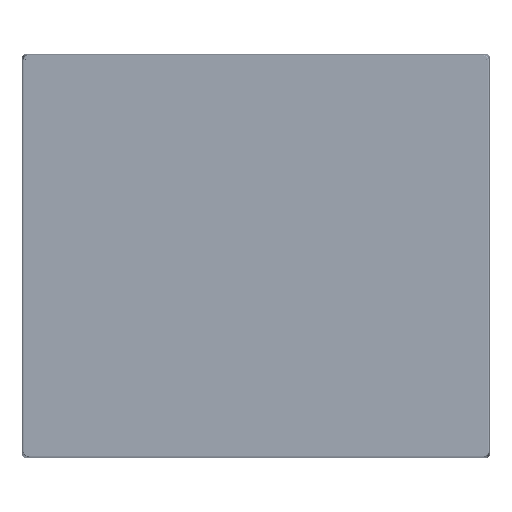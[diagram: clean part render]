
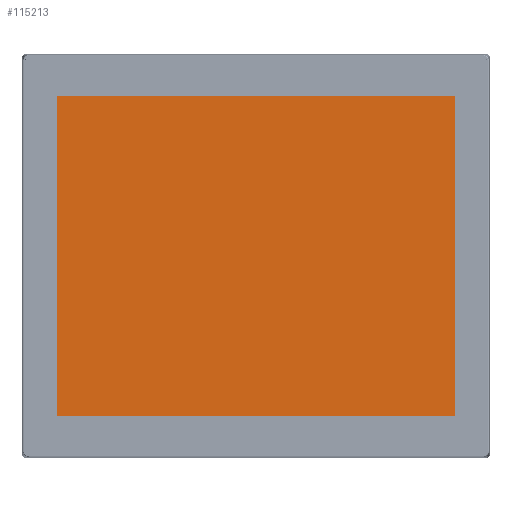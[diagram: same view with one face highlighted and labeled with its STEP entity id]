
A CAD part, top view. The second image highlights one B-rep face of the part: STEP entity #115213.
In plain terms, the highlighted planar face has unit normal (0, 0, 1).
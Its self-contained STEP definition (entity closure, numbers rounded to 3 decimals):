
#4101=LINE('',#165394,#14877);
#4102=LINE('',#165398,#14878);
#4103=LINE('',#165402,#14879);
#4104=LINE('',#165405,#14880);
#14877=VECTOR('',#132873,10.);
#14878=VECTOR('',#132876,10.);
#14879=VECTOR('',#132879,10.);
#14880=VECTOR('',#132882,10.);
#25682=PLANE('',#121982);
#32208=FACE_OUTER_BOUND('',#38945,.T.);
#38945=EDGE_LOOP('',(#79992,#79993,#79994,#79995,#79996,#79997,#79998,#79999));
#47477=CIRCLE('',#121983,0.5);
#47478=CIRCLE('',#121984,0.5);
#47479=CIRCLE('',#121985,0.5);
#47480=CIRCLE('',#121986,0.5);
#51334=VERTEX_POINT('',#165390);
#51335=VERTEX_POINT('',#165391);
#51336=VERTEX_POINT('',#165393);
#51337=VERTEX_POINT('',#165395);
#51338=VERTEX_POINT('',#165397);
#51339=VERTEX_POINT('',#165399);
#51340=VERTEX_POINT('',#165401);
#51341=VERTEX_POINT('',#165403);
#62682=EDGE_CURVE('',#51334,#51335,#47477,.T.);
#62683=EDGE_CURVE('',#51335,#51336,#4101,.T.);
#62684=EDGE_CURVE('',#51336,#51337,#47478,.T.);
#62685=EDGE_CURVE('',#51337,#51338,#4102,.T.);
#62686=EDGE_CURVE('',#51338,#51339,#47479,.T.);
#62687=EDGE_CURVE('',#51339,#51340,#4103,.T.);
#62688=EDGE_CURVE('',#51340,#51341,#47480,.T.);
#62689=EDGE_CURVE('',#51341,#51334,#4104,.T.);
#79992=ORIENTED_EDGE('',*,*,#62682,.T.);
#79993=ORIENTED_EDGE('',*,*,#62683,.T.);
#79994=ORIENTED_EDGE('',*,*,#62684,.T.);
#79995=ORIENTED_EDGE('',*,*,#62685,.T.);
#79996=ORIENTED_EDGE('',*,*,#62686,.T.);
#79997=ORIENTED_EDGE('',*,*,#62687,.T.);
#79998=ORIENTED_EDGE('',*,*,#62688,.T.);
#79999=ORIENTED_EDGE('',*,*,#62689,.T.);
#115213=ADVANCED_FACE('',(#32208),#25682,.T.);
#121982=AXIS2_PLACEMENT_3D('',#165389,#132869,#132870);
#121983=AXIS2_PLACEMENT_3D('',#165392,#132871,#132872);
#121984=AXIS2_PLACEMENT_3D('',#165396,#132874,#132875);
#121985=AXIS2_PLACEMENT_3D('',#165400,#132877,#132878);
#121986=AXIS2_PLACEMENT_3D('',#165404,#132880,#132881);
#132869=DIRECTION('center_axis',(0.,0.,1.));
#132870=DIRECTION('ref_axis',(1.,0.,0.));
#132871=DIRECTION('center_axis',(0.,0.,1.));
#132872=DIRECTION('ref_axis',(0.,-1.,0.));
#132873=DIRECTION('',(0.,-1.,0.));
#132874=DIRECTION('center_axis',(0.,0.,1.));
#132875=DIRECTION('ref_axis',(1.,0.,0.));
#132876=DIRECTION('',(1.,0.,0.));
#132877=DIRECTION('center_axis',(0.,0.,1.));
#132878=DIRECTION('ref_axis',(0.,1.,0.));
#132879=DIRECTION('',(0.,1.,0.));
#132880=DIRECTION('center_axis',(0.,0.,1.));
#132881=DIRECTION('ref_axis',(-1.,0.,0.));
#132882=DIRECTION('',(-1.,0.,0.));
#165389=CARTESIAN_POINT('Origin',(0.,0.,
26.97));
#165390=CARTESIAN_POINT('',(-169.5,136.2,26.97));
#165391=CARTESIAN_POINT('',(-170.,135.7,26.97));
#165392=CARTESIAN_POINT('Origin',(-169.5,135.7,26.97));
#165393=CARTESIAN_POINT('',(-170.,-135.7,26.97));
#165394=CARTESIAN_POINT('',(-170.,-67.85,26.97));
#165395=CARTESIAN_POINT('',(-169.5,-136.2,26.97));
#165396=CARTESIAN_POINT('Origin',(-169.5,-135.7,26.97));
#165397=CARTESIAN_POINT('',(169.5,-136.2,26.97));
#165398=CARTESIAN_POINT('',(84.75,-136.2,26.97));
#165399=CARTESIAN_POINT('',(170.,-135.7,26.97));
#165400=CARTESIAN_POINT('Origin',(169.5,-135.7,26.97));
#165401=CARTESIAN_POINT('',(170.,135.7,26.97));
#165402=CARTESIAN_POINT('',(170.,67.85,26.97));
#165403=CARTESIAN_POINT('',(169.5,136.2,26.97));
#165404=CARTESIAN_POINT('Origin',(169.5,135.7,26.97));
#165405=CARTESIAN_POINT('',(-84.75,136.2,26.97));
